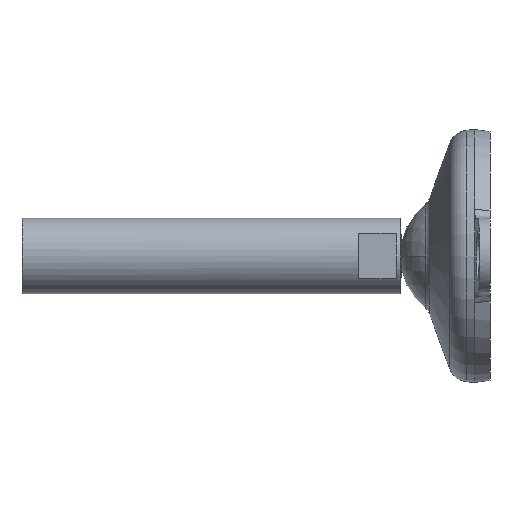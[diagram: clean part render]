
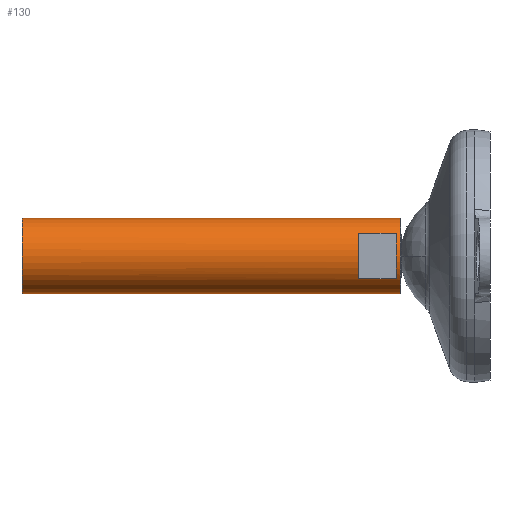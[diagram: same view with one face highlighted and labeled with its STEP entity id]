
A CAD part, left-side view. The second image highlights one B-rep face of the part: STEP entity #130.
In plain terms, the highlighted cylindrical face has radius 15 mm (diameter 30 mm), a partial arc.
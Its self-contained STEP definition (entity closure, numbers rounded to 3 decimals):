
#1 = AXIS2_PLACEMENT_3D ( 'NONE', #555, #1464, #1253 ) ;
#5 = DIRECTION ( 'NONE',  ( 0., 0., -1. ) ) ;
#6 = LINE ( 'NONE', #1093, #125 ) ;
#19 = VERTEX_POINT ( 'NONE', #1102 ) ;
#66 = CARTESIAN_POINT ( 'NONE',  ( 0., 37., 0. ) ) ;
#125 = VECTOR ( 'NONE', #266, 1000. ) ;
#130 = ADVANCED_FACE ( 'NONE', ( #1346, #1356 ), #324, .T. ) ;
#135 = VERTEX_POINT ( 'NONE', #411 ) ;
#136 = CARTESIAN_POINT ( 'NONE',  ( 0., 0., -15. ) ) ;
#206 = DIRECTION ( 'NONE',  ( 0., 0., 1. ) ) ;
#254 = CARTESIAN_POINT ( 'NONE',  ( 0., 185., -15. ) ) ;
#256 = DIRECTION ( 'NONE',  ( 0., -1., 0. ) ) ;
#266 = DIRECTION ( 'NONE',  ( 0., 1., 0. ) ) ;
#271 = EDGE_CURVE ( 'NONE', #1343, #408, #517, .T. ) ;
#324 = CYLINDRICAL_SURFACE ( 'NONE', #1, 15. ) ;
#325 = VECTOR ( 'NONE', #256, 1000. ) ;
#338 = VERTEX_POINT ( 'NONE', #833 ) ;
#394 = DIRECTION ( 'NONE',  ( 0., -1., 0. ) ) ;
#405 = EDGE_CURVE ( 'NONE', #820, #19, #6, .T. ) ;
#408 = VERTEX_POINT ( 'NONE', #254 ) ;
#411 = CARTESIAN_POINT ( 'NONE',  ( -12., 52., 9. ) ) ;
#415 = ORIENTED_EDGE ( 'NONE', *, *, #725, .F. ) ;
#444 = DIRECTION ( 'NONE',  ( 0., 1., 0. ) ) ;
#472 = DIRECTION ( 'NONE',  ( 0., -1., 0. ) ) ;
#478 = EDGE_LOOP ( 'NONE', ( #1127, #515, #934, #415 ) ) ;
#480 = EDGE_CURVE ( 'NONE', #408, #1271, #744, .T. ) ;
#515 = ORIENTED_EDGE ( 'NONE', *, *, #271, .T. ) ;
#517 = CIRCLE ( 'NONE', #1084, 15. ) ;
#544 = DIRECTION ( 'NONE',  ( 0., -1., 0. ) ) ;
#555 = CARTESIAN_POINT ( 'NONE',  ( 0., 0., 0. ) ) ;
#562 = DIRECTION ( 'NONE',  ( 0., 0., -1. ) ) ;
#609 = CARTESIAN_POINT ( 'NONE',  ( 0., 0., 15. ) ) ;
#661 = CARTESIAN_POINT ( 'NONE',  ( -12., 37., 9. ) ) ;
#681 = CARTESIAN_POINT ( 'NONE',  ( 0., 52., 0. ) ) ;
#725 = EDGE_CURVE ( 'NONE', #338, #1271, #1382, .T. ) ;
#744 = LINE ( 'NONE', #136, #1433 ) ;
#759 = VECTOR ( 'NONE', #394, 1000. ) ;
#813 = DIRECTION ( 'NONE',  ( 0., 0., -1. ) ) ;
#814 = VERTEX_POINT ( 'NONE', #661 ) ;
#820 = VERTEX_POINT ( 'NONE', #1338 ) ;
#822 = AXIS2_PLACEMENT_3D ( 'NONE', #66, #1255, #813 ) ;
#830 = CIRCLE ( 'NONE', #1017, 15. ) ;
#833 = CARTESIAN_POINT ( 'NONE',  ( 0., 35.5, 15. ) ) ;
#934 = ORIENTED_EDGE ( 'NONE', *, *, #480, .T. ) ;
#967 = CIRCLE ( 'NONE', #822, 15. ) ;
#992 = EDGE_CURVE ( 'NONE', #814, #820, #967, .T. ) ;
#1002 = ORIENTED_EDGE ( 'NONE', *, *, #1381, .T. ) ;
#1017 = AXIS2_PLACEMENT_3D ( 'NONE', #681, #444, #206 ) ;
#1065 = LINE ( 'NONE', #609, #325 ) ;
#1074 = ORIENTED_EDGE ( 'NONE', *, *, #405, .T. ) ;
#1080 = DIRECTION ( 'NONE',  ( 0., -1., 0. ) ) ;
#1084 = AXIS2_PLACEMENT_3D ( 'NONE', #1418, #472, #562 ) ;
#1088 = EDGE_CURVE ( 'NONE', #1343, #338, #1065, .T. ) ;
#1093 = CARTESIAN_POINT ( 'NONE',  ( -12., 0., -9. ) ) ;
#1102 = CARTESIAN_POINT ( 'NONE',  ( -12., 52., -9. ) ) ;
#1111 = LINE ( 'NONE', #1456, #759 ) ;
#1127 = ORIENTED_EDGE ( 'NONE', *, *, #1088, .F. ) ;
#1159 = ORIENTED_EDGE ( 'NONE', *, *, #1286, .T. ) ;
#1174 = CARTESIAN_POINT ( 'NONE',  ( 0., 35.5, 0. ) ) ;
#1253 = DIRECTION ( 'NONE',  ( 0., 0., -1. ) ) ;
#1255 = DIRECTION ( 'NONE',  ( 0., -1., 0. ) ) ;
#1256 = EDGE_LOOP ( 'NONE', ( #1074, #1002, #1159, #1361 ) ) ;
#1271 = VERTEX_POINT ( 'NONE', #1446 ) ;
#1286 = EDGE_CURVE ( 'NONE', #135, #814, #1111, .T. ) ;
#1338 = CARTESIAN_POINT ( 'NONE',  ( -12., 37., -9. ) ) ;
#1343 = VERTEX_POINT ( 'NONE', #1490 ) ;
#1346 = FACE_OUTER_BOUND ( 'NONE', #478, .T. ) ;
#1356 = FACE_BOUND ( 'NONE', #1256, .T. ) ;
#1361 = ORIENTED_EDGE ( 'NONE', *, *, #992, .T. ) ;
#1381 = EDGE_CURVE ( 'NONE', #19, #135, #830, .T. ) ;
#1382 = CIRCLE ( 'NONE', #1512, 15. ) ;
#1418 = CARTESIAN_POINT ( 'NONE',  ( 0., 185., 0. ) ) ;
#1433 = VECTOR ( 'NONE', #544, 1000. ) ;
#1446 = CARTESIAN_POINT ( 'NONE',  ( 0., 35.5, -15. ) ) ;
#1456 = CARTESIAN_POINT ( 'NONE',  ( -12., 0., 9. ) ) ;
#1464 = DIRECTION ( 'NONE',  ( 0., -1., 0. ) ) ;
#1490 = CARTESIAN_POINT ( 'NONE',  ( 0., 185., 15. ) ) ;
#1512 = AXIS2_PLACEMENT_3D ( 'NONE', #1174, #1080, #5 ) ;
